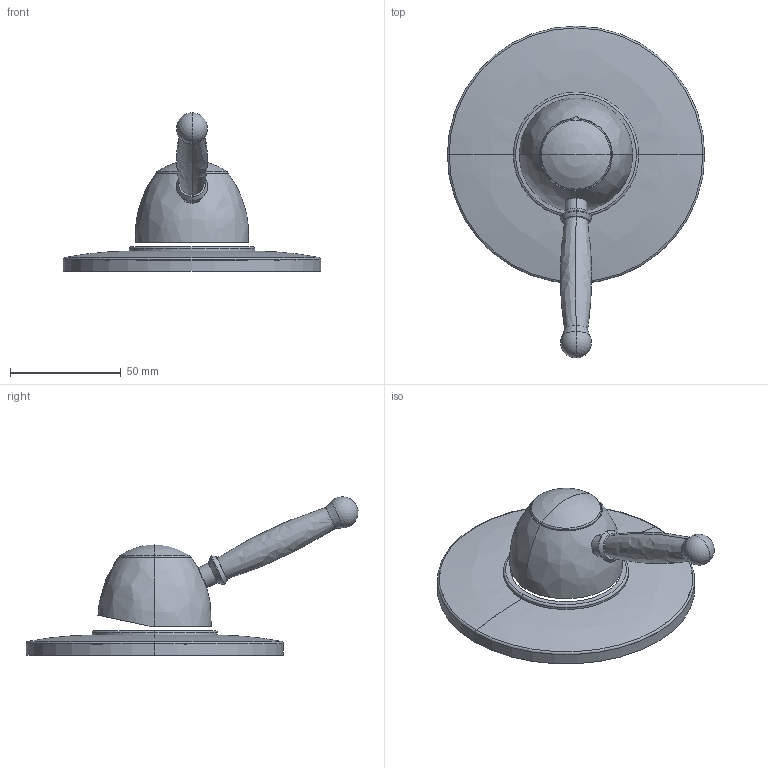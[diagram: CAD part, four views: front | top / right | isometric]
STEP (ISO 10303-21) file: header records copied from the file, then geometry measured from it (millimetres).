
FILE_DESCRIPTION((''),'2;1');
FILE_NAME('GI010CREST','2021-11-10T15:29:38',('ut3'),('PAFFONI SpA'),'CREO PARAMETRIC BY PTC INC, 2020044','CREO PARAMETRIC BY PTC INC, 2020044','');
FILE_SCHEMA(('CONFIG_CONTROL_DESIGN','SHAPE_APPEARANCE_LAYERS_GROUPS'));
Length unit declared in the file: millimetre
Products named in the file (1): GI010CREST
Bounding box: 116 x 149.63 x 71.34 mm (x, y, z)
Volume: 39820.6 mm3; surface area: 41734.4 mm2
Topology: 2 solids, 2 shells, 211 faces, 544 edges, 345 vertices
Faces by surface type: plane 113, cylinder 44, cone 26, torus 12, bspline 10, sphere 6
Entity records: 8480 total; most frequent: CARTESIAN_POINT 1696, DIRECTION 1160, ORIENTED_EDGE 1076, EDGE_CURVE 538, AXIS2_PLACEMENT_3D 455, VERTEX_POINT 345, CIRCLE 254, VECTOR 250
